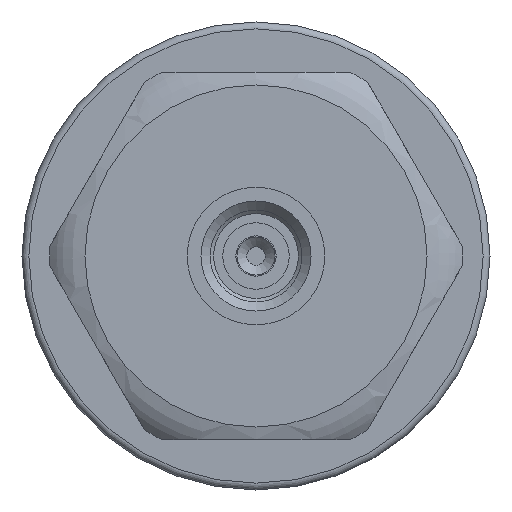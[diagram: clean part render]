
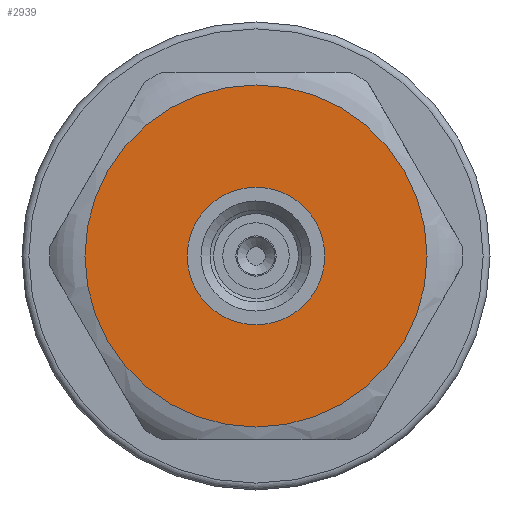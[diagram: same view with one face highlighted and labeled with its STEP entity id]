
A CAD part, left-side view. The second image highlights one B-rep face of the part: STEP entity #2939.
In plain terms, the highlighted planar face has unit normal (-1, 0, 0).
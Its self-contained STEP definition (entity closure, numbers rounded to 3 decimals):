
#91=PLANE('',#3233);
#861=ORIENTED_EDGE('',*,*,#1645,.F.);
#862=ORIENTED_EDGE('',*,*,#1638,.F.);
#1638=EDGE_CURVE('',#2015,#2015,#2234,.F.);
#1645=EDGE_CURVE('',#2016,#2016,#2241,.T.);
#2015=VERTEX_POINT('',#11781);
#2016=VERTEX_POINT('',#11790);
#2234=CIRCLE('',#3226,3.728);
#2241=CIRCLE('',#3234,1.5);
#2401=EDGE_LOOP('',(#861));
#2402=EDGE_LOOP('',(#862));
#2666=FACE_BOUND('',#2401,.T.);
#2667=FACE_BOUND('',#2402,.T.);
#2939=ADVANCED_FACE('',(#2666,#2667),#91,.T.);
#3226=AXIS2_PLACEMENT_3D('',#11780,#3661,#3662);
#3233=AXIS2_PLACEMENT_3D('',#11788,#3675,#3676);
#3234=AXIS2_PLACEMENT_3D('',#11789,#3677,#3678);
#3661=DIRECTION('',(-1.,0.,0.));
#3662=DIRECTION('',(0.,0.,1.));
#3675=DIRECTION('',(-1.,0.,0.));
#3676=DIRECTION('',(0.,0.,1.));
#3677=DIRECTION('',(-1.,0.,0.));
#3678=DIRECTION('',(0.,0.,1.));
#11780=CARTESIAN_POINT('',(-3.4,0.,0.));
#11781=CARTESIAN_POINT('',(-3.4,0.,3.728));
#11788=CARTESIAN_POINT('',(-3.4,0.,0.));
#11789=CARTESIAN_POINT('',(-3.4,0.,0.));
#11790=CARTESIAN_POINT('',(-3.4,0.,1.5));
